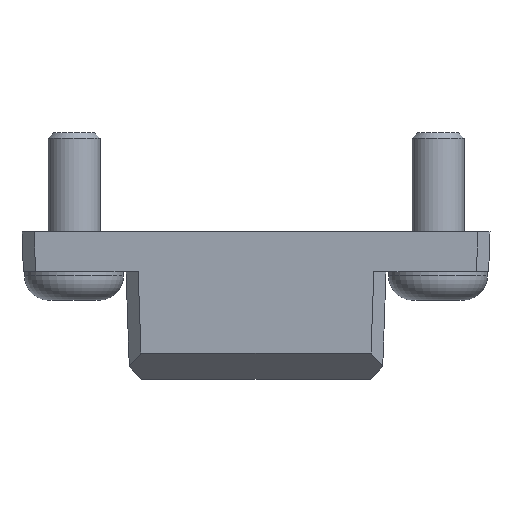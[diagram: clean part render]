
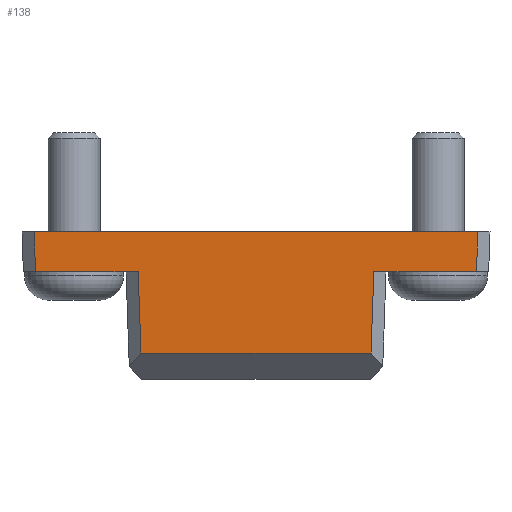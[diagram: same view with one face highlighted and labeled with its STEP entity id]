
A CAD part, top view. The second image highlights one B-rep face of the part: STEP entity #138.
In plain terms, the highlighted planar face has unit normal (0, -0.035, 0.999).
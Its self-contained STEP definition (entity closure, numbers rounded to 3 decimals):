
#138=ADVANCED_FACE('',(#915),#256,.T.);
#256=PLANE('',#2292);
#444=LINE('',#3252,#699);
#450=LINE('',#3263,#705);
#451=LINE('',#3265,#706);
#452=LINE('',#3267,#707);
#453=LINE('',#3269,#708);
#454=LINE('',#3271,#709);
#455=LINE('',#3273,#710);
#456=LINE('',#3275,#711);
#699=VECTOR('',#2512,1.);
#705=VECTOR('',#2520,1.);
#706=VECTOR('',#2521,1.);
#707=VECTOR('',#2522,1.);
#708=VECTOR('',#2523,1.);
#709=VECTOR('',#2524,1.);
#710=VECTOR('',#2525,1.);
#711=VECTOR('',#2526,1.);
#915=FACE_OUTER_BOUND('',#1027,.T.);
#1027=EDGE_LOOP('',(#1246,#1247,#1248,#1249,#1250,#1251,#1252,#1253));
#1246=ORIENTED_EDGE('',*,*,#2021,.F.);
#1247=ORIENTED_EDGE('',*,*,#2027,.T.);
#1248=ORIENTED_EDGE('',*,*,#2028,.F.);
#1249=ORIENTED_EDGE('',*,*,#2029,.T.);
#1250=ORIENTED_EDGE('',*,*,#2030,.F.);
#1251=ORIENTED_EDGE('',*,*,#2031,.T.);
#1252=ORIENTED_EDGE('',*,*,#2032,.T.);
#1253=ORIENTED_EDGE('',*,*,#2033,.T.);
#1813=VERTEX_POINT('',#3251);
#1814=VERTEX_POINT('',#3253);
#1818=VERTEX_POINT('',#3264);
#1819=VERTEX_POINT('',#3266);
#1820=VERTEX_POINT('',#3268);
#1821=VERTEX_POINT('',#3270);
#1822=VERTEX_POINT('',#3272);
#1823=VERTEX_POINT('',#3274);
#2021=EDGE_CURVE('',#1813,#1814,#444,.T.);
#2027=EDGE_CURVE('',#1813,#1818,#450,.T.);
#2028=EDGE_CURVE('',#1819,#1818,#451,.T.);
#2029=EDGE_CURVE('',#1819,#1820,#452,.T.);
#2030=EDGE_CURVE('',#1821,#1820,#453,.T.);
#2031=EDGE_CURVE('',#1821,#1822,#454,.T.);
#2032=EDGE_CURVE('',#1822,#1823,#455,.T.);
#2033=EDGE_CURVE('',#1823,#1814,#456,.T.);
#2292=AXIS2_PLACEMENT_3D('',#3276,#2527,#2528);
#2512=DIRECTION('',(-1.,0.,0.));
#2520=DIRECTION('',(0.035,0.999,0.035));
#2521=DIRECTION('',(1.,0.,0.));
#2522=DIRECTION('',(0.035,-0.999,-0.035));
#2523=DIRECTION('',(-1.,0.,0.));
#2524=DIRECTION('',(0.035,-0.999,-0.035));
#2525=DIRECTION('',(1.,0.,0.));
#2526=DIRECTION('',(0.035,0.999,0.035));
#2527=DIRECTION('',(0.,-0.035,0.999));
#2528=DIRECTION('',(0.,-0.999,-0.035));
#3251=CARTESIAN_POINT('',(26.219,-2.3,5.92));
#3252=CARTESIAN_POINT('',(13.5,-2.3,5.92));
#3253=CARTESIAN_POINT('',(20.3,-2.3,5.92));
#3263=CARTESIAN_POINT('',(26.284,-0.446,5.984));
#3264=CARTESIAN_POINT('',(26.3,0.,6.));
#3265=CARTESIAN_POINT('',(13.5,0.,6.));
#3266=CARTESIAN_POINT('',(0.7,0.,6.));
#3267=CARTESIAN_POINT('',(0.716,-0.446,5.984));
#3268=CARTESIAN_POINT('',(0.781,-2.3,5.92));
#3269=CARTESIAN_POINT('',(13.5,-2.3,5.92));
#3270=CARTESIAN_POINT('',(6.7,-2.3,5.92));
#3271=CARTESIAN_POINT('',(6.864,-6.977,5.756));
#3272=CARTESIAN_POINT('',(6.865,-7.001,5.756));
#3273=CARTESIAN_POINT('',(13.5,-7.001,5.756));
#3274=CARTESIAN_POINT('',(20.135,-7.001,5.756));
#3275=CARTESIAN_POINT('',(20.3,-2.276,5.921));
#3276=CARTESIAN_POINT('',(13.5,0.,6.));
